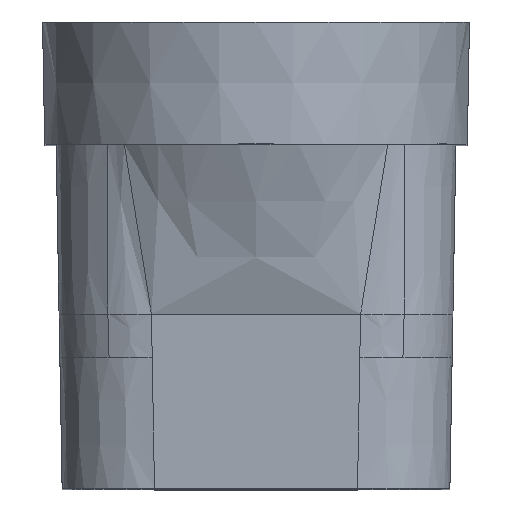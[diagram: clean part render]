
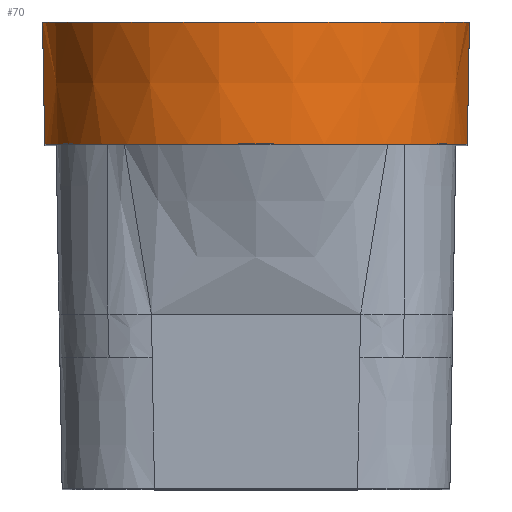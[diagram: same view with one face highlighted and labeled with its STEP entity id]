
A CAD part, top view. The second image highlights one B-rep face of the part: STEP entity #70.
In plain terms, the highlighted conical face has half-angle 1 degrees and reference radius 48.744 mm.
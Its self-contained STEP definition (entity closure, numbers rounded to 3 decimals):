
#70=ADVANCED_FACE('5969',(#161),#162,.T.);
#161=FACE_OUTER_BOUND('',#452,.T.);
#162=CONICAL_SURFACE('',#453,48.744,0.017);
#452=EDGE_LOOP('',(#1169,#1170,#1171,#1172,#1173,#1174,#1175,#1176));
#453=AXIS2_PLACEMENT_3D('',#1177,#1178,#1179);
#1169=ORIENTED_EDGE('',*,*,#1585,.F.);
#1170=ORIENTED_EDGE('',*,*,#1615,.F.);
#1171=ORIENTED_EDGE('',*,*,#1583,.F.);
#1172=ORIENTED_EDGE('',*,*,#1601,.F.);
#1173=ORIENTED_EDGE('',*,*,#1604,.T.);
#1174=ORIENTED_EDGE('',*,*,#1611,.T.);
#1175=ORIENTED_EDGE('',*,*,#1587,.F.);
#1176=ORIENTED_EDGE('',*,*,#1616,.F.);
#1177=CARTESIAN_POINT('',(0.0,14.0,78.0));
#1178=DIRECTION('',(0.0,1.0,-0.0));
#1179=DIRECTION('',(-1.0,0.0,0.0));
#1583=EDGE_CURVE('7972',#1813,#1814,#1815,.T.);
#1585=EDGE_CURVE('9225',#1816,#1818,#1819,.T.);
#1587=EDGE_CURVE('7973',#1820,#1822,#1823,.T.);
#1601=EDGE_CURVE('6671',#1846,#1813,#1847,.T.);
#1604=EDGE_CURVE('5991',#1846,#1851,#1852,.T.);
#1611=EDGE_CURVE('6673',#1851,#1822,#1862,.T.);
#1615=EDGE_CURVE('6688',#1814,#1816,#1866,.T.);
#1616=EDGE_CURVE('6687',#1818,#1820,#1867,.T.);
#1813=VERTEX_POINT('',#2247);
#1814=VERTEX_POINT('',#2248);
#1815=CIRCLE('',#2249,48.5);
#1816=VERTEX_POINT('',#2250);
#1818=VERTEX_POINT('',#2257);
#1819=CIRCLE('',#2258,48.5);
#1820=VERTEX_POINT('',#2259);
#1822=VERTEX_POINT('',#2266);
#1823=CIRCLE('',#2267,48.5);
#1846=VERTEX_POINT('',#2331);
#1847=LINE('',#2332,#2333);
#1851=VERTEX_POINT('',#2339);
#1852=CIRCLE('',#2340,48.989);
#1862=LINE('',#2353,#2354);
#1866=B_SPLINE_CURVE_WITH_KNOTS('',3,(#2369,#2370,#2371,#2372,#2373,#2374),.UNSPECIFIED.,.F.,.F.,(4,1,1,4),(0.0,0.333,0.667,1.0),.UNSPECIFIED.);
#1867=B_SPLINE_CURVE_WITH_KNOTS('',3,(#2375,#2376,#2377,#2378,#2379,#2380),.UNSPECIFIED.,.F.,.F.,(4,1,1,4),(0.0,0.333,0.667,1.0),.UNSPECIFIED.);
#2247=CARTESIAN_POINT('',(48.5,0.0,78.0));
#2248=CARTESIAN_POINT('',(45.478,0.0,94.852));
#2249=AXIS2_PLACEMENT_3D('',#2948,#2949,#2950);
#2250=CARTESIAN_POINT('',(40.347,0.0,104.914));
#2257=CARTESIAN_POINT('',(-40.347,0.0,104.914));
#2258=AXIS2_PLACEMENT_3D('',#2951,#2952,#2953);
#2259=CARTESIAN_POINT('',(-45.478,0.0,94.852));
#2266=CARTESIAN_POINT('',(-48.5,0.0,78.0));
#2267=AXIS2_PLACEMENT_3D('',#2954,#2955,#2956);
#2331=CARTESIAN_POINT('',(48.989,28.0,78.0));
#2332=CARTESIAN_POINT('',(48.989,28.0,78.0));
#2333=VECTOR('',#2969,28.004);
#2339=CARTESIAN_POINT('',(-48.989,28.0,78.0));
#2340=AXIS2_PLACEMENT_3D('',#2972,#2973,#2974);
#2353=CARTESIAN_POINT('',(-48.989,28.0,78.0));
#2354=VECTOR('',#2987,28.004);
#2369=CARTESIAN_POINT('',(45.478,0.0,94.852));
#2370=CARTESIAN_POINT('',(45.042,0.029,96.029));
#2371=CARTESIAN_POINT('',(44.079,0.068,98.352));
#2372=CARTESIAN_POINT('',(42.357,0.065,101.727));
#2373=CARTESIAN_POINT('',(41.044,0.028,103.87));
#2374=CARTESIAN_POINT('',(40.347,0.0,104.914));
#2375=CARTESIAN_POINT('',(-40.347,0.0,104.914));
#2376=CARTESIAN_POINT('',(-41.044,0.028,103.87));
#2377=CARTESIAN_POINT('',(-42.357,0.065,101.727));
#2378=CARTESIAN_POINT('',(-44.079,0.068,98.352));
#2379=CARTESIAN_POINT('',(-45.042,0.029,96.03));
#2380=CARTESIAN_POINT('',(-45.478,0.0,94.852));
#2948=CARTESIAN_POINT('',(0.0,0.0,78.0));
#2949=DIRECTION('',(0.0,-1.0,0.0));
#2950=DIRECTION('',(1.0,0.0,0.0));
#2951=CARTESIAN_POINT('',(0.0,0.,78.0));
#2952=DIRECTION('',(0.0,-1.0,0.0));
#2953=DIRECTION('',(0.832,0.0,0.555));
#2954=CARTESIAN_POINT('',(0.0,0.0,78.0));
#2955=DIRECTION('',(0.0,-1.0,0.0));
#2956=DIRECTION('',(-0.938,0.0,0.347));
#2969=DIRECTION('',(-0.017,-1.,0.0));
#2972=CARTESIAN_POINT('',(0.0,28.0,78.0));
#2973=DIRECTION('',(0.0,-1.0,0.0));
#2974=DIRECTION('',(1.0,0.0,0.0));
#2987=DIRECTION('',(0.017,-1.,0.0));
